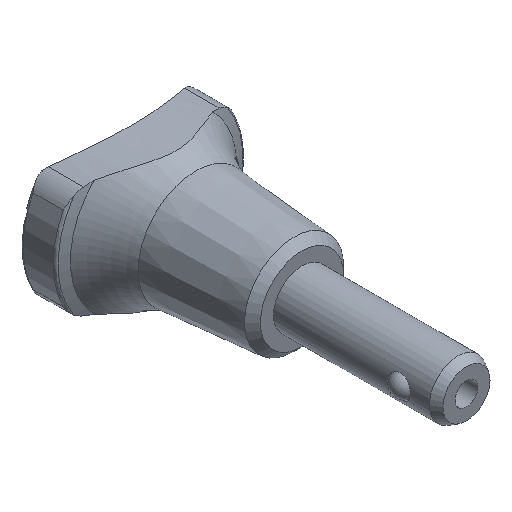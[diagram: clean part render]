
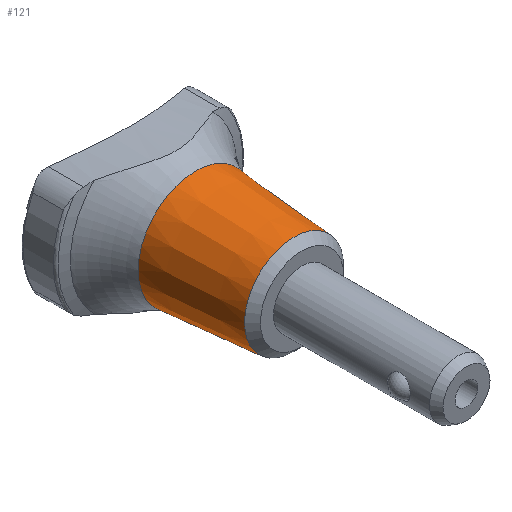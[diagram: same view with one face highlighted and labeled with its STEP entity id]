
A CAD part, isometric view. The second image highlights one B-rep face of the part: STEP entity #121.
In plain terms, the highlighted conical face has half-angle 4.6 degrees and reference radius 8.7 mm.
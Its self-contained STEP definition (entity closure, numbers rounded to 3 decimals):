
#121 = ADVANCED_FACE( '', ( #267, #268 ), #269, .T. );
#267 = FACE_OUTER_BOUND( '', #469, .T. );
#268 = FACE_BOUND( '', #470, .T. );
#269 = CONICAL_SURFACE( '', #471, 8.7, 0.08 );
#469 = EDGE_LOOP( '', ( #740 ) );
#470 = EDGE_LOOP( '', ( #741 ) );
#471 = AXIS2_PLACEMENT_3D( '', #742, #743, #744 );
#740 = ORIENTED_EDGE( '', *, *, #898, .T. );
#741 = ORIENTED_EDGE( '', *, *, #951, .F. );
#742 = CARTESIAN_POINT( '', ( 0., 1.4, 0. ) );
#743 = DIRECTION( '', ( 0., 1., 0. ) );
#744 = DIRECTION( '', ( 0., 0., 1. ) );
#898 = EDGE_CURVE( '', #1047, #1047, #1048, .T. );
#951 = EDGE_CURVE( '', #1122, #1122, #1123, .T. );
#1047 = VERTEX_POINT( '', #1409 );
#1048 = CIRCLE( '', #1410, 10.092 );
#1122 = VERTEX_POINT( '', #1712 );
#1123 = CIRCLE( '', #1713, 8.7 );
#1409 = CARTESIAN_POINT( '', ( 0., 18.7, -10.092 ) );
#1410 = AXIS2_PLACEMENT_3D( '', #1907, #1908, #1909 );
#1712 = CARTESIAN_POINT( '', ( 0., 1.4, -8.7 ) );
#1713 = AXIS2_PLACEMENT_3D( '', #1955, #1956, #1957 );
#1907 = CARTESIAN_POINT( '', ( 0., 18.7, 0. ) );
#1908 = DIRECTION( '', ( 0., -1., 0. ) );
#1909 = DIRECTION( '', ( 0., 0., -1. ) );
#1955 = CARTESIAN_POINT( '', ( 0., 1.4, 0. ) );
#1956 = DIRECTION( '', ( 0., -1., 0. ) );
#1957 = DIRECTION( '', ( 0., 0., -1. ) );
